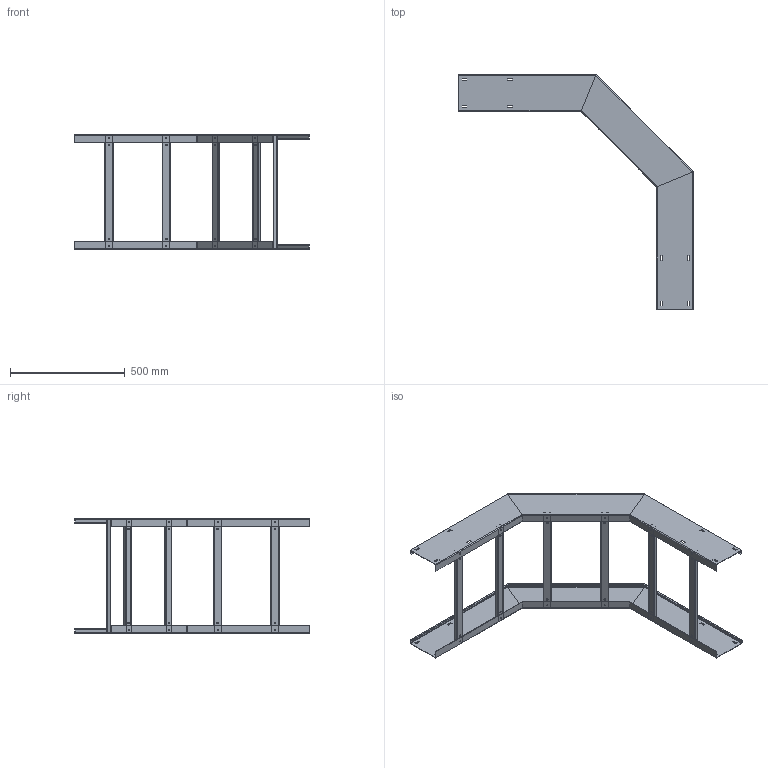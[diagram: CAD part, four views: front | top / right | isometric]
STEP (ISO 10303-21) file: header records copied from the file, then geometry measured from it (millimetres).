
FILE_DESCRIPTION((''),'2;1');
FILE_NAME('6230768_ASM','2012-07-17T',('AndreasKeweloh'),(''),'PRO/ENGINEER BY PARAMETRIC TECHNOLOGY CORPORATION, 2012130','PRO/ENGINEER BY PARAMETRIC TECHNOLOGY CORPORATION, 2012130','');
FILE_SCHEMA(('CONFIG_CONTROL_DESIGN'));
Length unit declared in the file: millimetre
Products named in the file (6): KTS_05_013-060_SEITENHOLMT-1708; KTS_05_013-060_SEITENHOLMT-1709; KTS_05_013-060_SEITENHOLMT-1710; KTS_05_013-017_SH_160_S_OHNE_KN_ASM; KTS_05_019-034-394_SPROSSE_AS32; 6230768_ASM
Assembly tree (11 placements, depth 3):
  6230768_ASM
    KTS_05_013-017_SH_160_S_OHNE_KN_ASM  x2
      KTS_05_013-060_SEITENHOLMT-1708
      KTS_05_013-060_SEITENHOLMT-1709
      KTS_05_013-060_SEITENHOLMT-1710
    KTS_05_019-034-394_SPROSSE_AS32  x6
Bounding box: 1024.26 x 1024.26 x 500 mm (x, y, z)
Volume: 1762813.7 mm3; surface area: 1906230.7 mm2
Topology: 12 solids, 12 shells, 524 faces, 1380 edges, 880 vertices
Faces by surface type: plane 268, cylinder 232, bspline 24
Entity records: 6692 total; most frequent: CARTESIAN_POINT 1659, DIRECTION 1022, ORIENTED_EDGE 1004, EDGE_CURVE 502, AXIS2_PLACEMENT_3D 346, VECTOR 330, LINE 330, VERTEX_POINT 312
